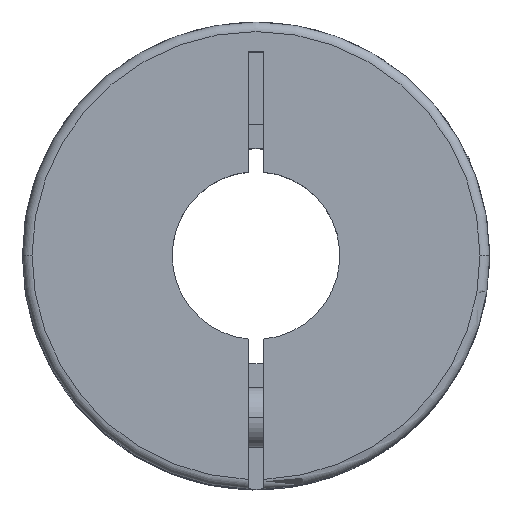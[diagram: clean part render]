
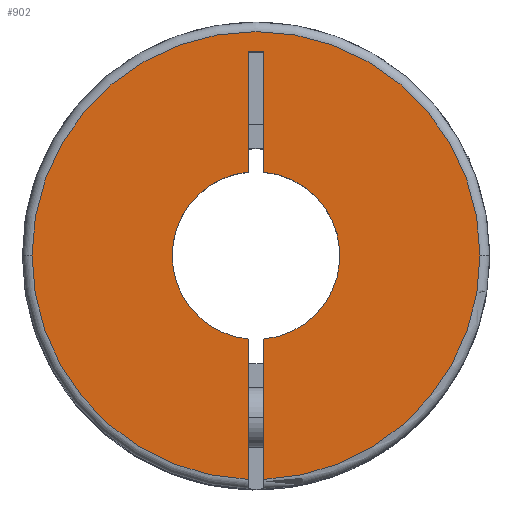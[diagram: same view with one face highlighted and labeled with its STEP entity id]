
A CAD part, top view. The second image highlights one B-rep face of the part: STEP entity #902.
In plain terms, the highlighted planar face has unit normal (0, 0, 1).
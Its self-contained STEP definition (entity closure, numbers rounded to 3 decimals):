
#7 = DIRECTION ( 'NONE',  ( 0., 1., 0. ) ) ;
#29 = VERTEX_POINT ( 'NONE', #790 ) ;
#59 = DIRECTION ( 'NONE',  ( 0., -1., 0. ) ) ;
#132 = DIRECTION ( 'NONE',  ( -1., 0., 0. ) ) ;
#199 = CIRCLE ( 'NONE', #2269, 18.7 ) ;
#236 = CARTESIAN_POINT ( 'NONE',  ( -0.65, -18.689, 0. ) ) ;
#254 = VECTOR ( 'NONE', #7, 1000. ) ;
#309 = CARTESIAN_POINT ( 'NONE',  ( 0., 0., 0. ) ) ;
#322 = CIRCLE ( 'NONE', #3368, 7. ) ;
#350 = CARTESIAN_POINT ( 'NONE',  ( -0.65, 17., 0. ) ) ;
#382 = AXIS2_PLACEMENT_3D ( 'NONE', #1316, #3181, #132 ) ;
#389 = CIRCLE ( 'NONE', #583, 7. ) ;
#429 = ORIENTED_EDGE ( 'NONE', *, *, #1380, .F. ) ;
#460 = EDGE_CURVE ( 'NONE', #4004, #29, #2541, .T. ) ;
#497 = ORIENTED_EDGE ( 'NONE', *, *, #2153, .F. ) ;
#530 = DIRECTION ( 'NONE',  ( 0., 0., -1. ) ) ;
#561 = ORIENTED_EDGE ( 'NONE', *, *, #1241, .F. ) ;
#583 = AXIS2_PLACEMENT_3D ( 'NONE', #309, #883, #3679 ) ;
#595 = DIRECTION ( 'NONE',  ( -1., 0., 0. ) ) ;
#651 = VERTEX_POINT ( 'NONE', #1789 ) ;
#693 = VERTEX_POINT ( 'NONE', #1577 ) ;
#714 = ORIENTED_EDGE ( 'NONE', *, *, #2821, .F. ) ;
#790 = CARTESIAN_POINT ( 'NONE',  ( 0.65, 17., 0. ) ) ;
#791 = CARTESIAN_POINT ( 'NONE',  ( 0., 0., 0. ) ) ;
#874 = FACE_OUTER_BOUND ( 'NONE', #3724, .T. ) ;
#883 = DIRECTION ( 'NONE',  ( 0., 0., -1. ) ) ;
#902 = ADVANCED_FACE ( 'NONE', ( #874 ), #2980, .F. ) ;
#919 = DIRECTION ( 'NONE',  ( -1., 0., 0. ) ) ;
#959 = LINE ( 'NONE', #350, #3890 ) ;
#1046 = DIRECTION ( 'NONE',  ( 0., -1., 0. ) ) ;
#1053 = ORIENTED_EDGE ( 'NONE', *, *, #1951, .F. ) ;
#1185 = EDGE_CURVE ( 'NONE', #1955, #693, #3879, .T. ) ;
#1196 = VERTEX_POINT ( 'NONE', #1637 ) ;
#1237 = AXIS2_PLACEMENT_3D ( 'NONE', #3443, #2183, #919 ) ;
#1241 = EDGE_CURVE ( 'NONE', #651, #1787, #1928, .T. ) ;
#1258 = LINE ( 'NONE', #2146, #254 ) ;
#1316 = CARTESIAN_POINT ( 'NONE',  ( 0., 0., 0. ) ) ;
#1351 = ORIENTED_EDGE ( 'NONE', *, *, #2286, .T. ) ;
#1362 = DIRECTION ( 'NONE',  ( -1., 0., 0. ) ) ;
#1380 = EDGE_CURVE ( 'NONE', #1196, #2058, #1258, .T. ) ;
#1429 = CIRCLE ( 'NONE', #1237, 18.7 ) ;
#1564 = CARTESIAN_POINT ( 'NONE',  ( -0.65, 6.97, 0. ) ) ;
#1577 = CARTESIAN_POINT ( 'NONE',  ( -7., 0., 0. ) ) ;
#1625 = CARTESIAN_POINT ( 'NONE',  ( -0.65, -6.97, 0. ) ) ;
#1636 = ORIENTED_EDGE ( 'NONE', *, *, #1965, .F. ) ;
#1637 = CARTESIAN_POINT ( 'NONE',  ( 0.65, -18.689, 0. ) ) ;
#1661 = CARTESIAN_POINT ( 'NONE',  ( 0., 0., 0. ) ) ;
#1787 = VERTEX_POINT ( 'NONE', #2159 ) ;
#1789 = CARTESIAN_POINT ( 'NONE',  ( -18.7, 0., 0. ) ) ;
#1794 = EDGE_CURVE ( 'NONE', #4004, #2058, #389, .T. ) ;
#1928 = CIRCLE ( 'NONE', #2390, 18.7 ) ;
#1935 = DIRECTION ( 'NONE',  ( 0., 1., 0. ) ) ;
#1951 = EDGE_CURVE ( 'NONE', #2851, #2958, #959, .T. ) ;
#1955 = VERTEX_POINT ( 'NONE', #1625 ) ;
#1965 = EDGE_CURVE ( 'NONE', #1955, #3449, #2858, .T. ) ;
#2058 = VERTEX_POINT ( 'NONE', #3843 ) ;
#2136 = VECTOR ( 'NONE', #1046, 1000. ) ;
#2139 = CARTESIAN_POINT ( 'NONE',  ( 0., 0., 0. ) ) ;
#2146 = CARTESIAN_POINT ( 'NONE',  ( 0.65, -19.5, 0. ) ) ;
#2153 = EDGE_CURVE ( 'NONE', #29, #2851, #3880, .T. ) ;
#2159 = CARTESIAN_POINT ( 'NONE',  ( 18.7, 0., 0. ) ) ;
#2183 = DIRECTION ( 'NONE',  ( 0., 0., -1. ) ) ;
#2191 = CARTESIAN_POINT ( 'NONE',  ( -0.65, 17., 0. ) ) ;
#2269 = AXIS2_PLACEMENT_3D ( 'NONE', #2139, #3319, #595 ) ;
#2286 = EDGE_CURVE ( 'NONE', #693, #2958, #322, .T. ) ;
#2339 = CARTESIAN_POINT ( 'NONE',  ( 0.65, 17., 0. ) ) ;
#2355 = CARTESIAN_POINT ( 'NONE',  ( 0., 0., 0. ) ) ;
#2390 = AXIS2_PLACEMENT_3D ( 'NONE', #791, #530, #2936 ) ;
#2410 = EDGE_CURVE ( 'NONE', #1787, #1196, #1429, .T. ) ;
#2474 = VECTOR ( 'NONE', #1935, 1000. ) ;
#2479 = CARTESIAN_POINT ( 'NONE',  ( -0.65, 17., 0. ) ) ;
#2522 = VECTOR ( 'NONE', #3575, 1000. ) ;
#2541 = LINE ( 'NONE', #3476, #2474 ) ;
#2821 = EDGE_CURVE ( 'NONE', #3449, #651, #199, .T. ) ;
#2851 = VERTEX_POINT ( 'NONE', #2479 ) ;
#2858 = LINE ( 'NONE', #2191, #2136 ) ;
#2894 = DIRECTION ( 'NONE',  ( 0., 0., -1. ) ) ;
#2936 = DIRECTION ( 'NONE',  ( -1., 0., 0. ) ) ;
#2958 = VERTEX_POINT ( 'NONE', #1564 ) ;
#2980 = PLANE ( 'NONE',  #2999 ) ;
#2999 = AXIS2_PLACEMENT_3D ( 'NONE', #2355, #3874, #3897 ) ;
#3085 = ORIENTED_EDGE ( 'NONE', *, *, #1794, .T. ) ;
#3108 = ORIENTED_EDGE ( 'NONE', *, *, #2410, .F. ) ;
#3181 = DIRECTION ( 'NONE',  ( 0., 0., -1. ) ) ;
#3319 = DIRECTION ( 'NONE',  ( 0., 0., -1. ) ) ;
#3368 = AXIS2_PLACEMENT_3D ( 'NONE', #1661, #2894, #1362 ) ;
#3443 = CARTESIAN_POINT ( 'NONE',  ( 0., 0., 0. ) ) ;
#3449 = VERTEX_POINT ( 'NONE', #236 ) ;
#3476 = CARTESIAN_POINT ( 'NONE',  ( 0.65, -19.5, 0. ) ) ;
#3575 = DIRECTION ( 'NONE',  ( -1., 0., 0. ) ) ;
#3581 = CARTESIAN_POINT ( 'NONE',  ( 0.65, 6.97, 0. ) ) ;
#3679 = DIRECTION ( 'NONE',  ( -1., 0., 0. ) ) ;
#3724 = EDGE_LOOP ( 'NONE', ( #714, #1636, #3841, #1351, #1053, #497, #3925, #3085, #429, #3108, #561 ) ) ;
#3841 = ORIENTED_EDGE ( 'NONE', *, *, #1185, .T. ) ;
#3843 = CARTESIAN_POINT ( 'NONE',  ( 0.65, -6.97, 0. ) ) ;
#3874 = DIRECTION ( 'NONE',  ( 0., 0., -1. ) ) ;
#3879 = CIRCLE ( 'NONE', #382, 7. ) ;
#3880 = LINE ( 'NONE', #2339, #2522 ) ;
#3890 = VECTOR ( 'NONE', #59, 1000. ) ;
#3897 = DIRECTION ( 'NONE',  ( 0., -1., 0. ) ) ;
#3925 = ORIENTED_EDGE ( 'NONE', *, *, #460, .F. ) ;
#4004 = VERTEX_POINT ( 'NONE', #3581 ) ;
